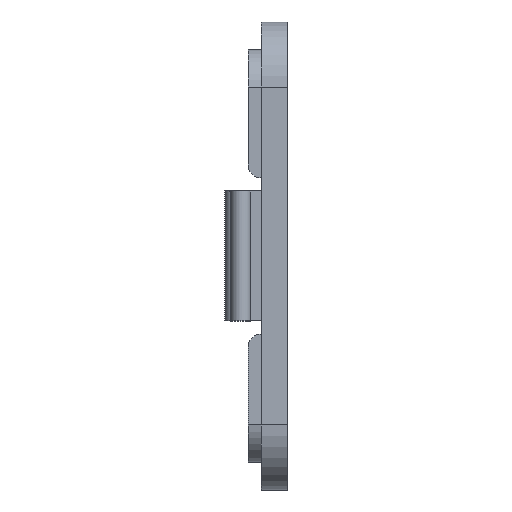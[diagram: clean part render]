
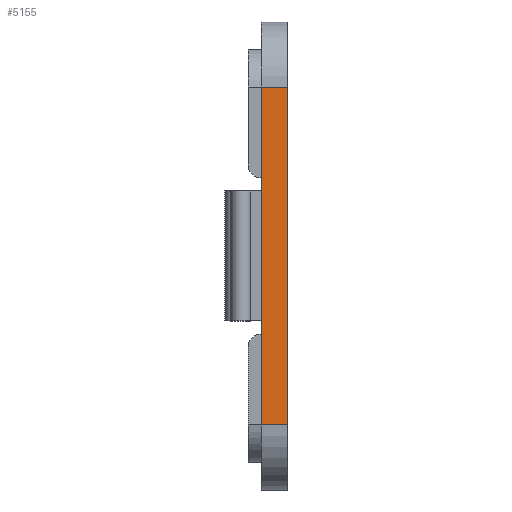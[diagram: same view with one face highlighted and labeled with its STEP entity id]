
A CAD part, left-side view. The second image highlights one B-rep face of the part: STEP entity #5155.
In plain terms, the highlighted planar face has unit normal (-1, 0, 0).
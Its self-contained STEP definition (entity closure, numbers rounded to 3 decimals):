
#306 = CARTESIAN_POINT ( 'NONE',  ( -39.042, 0., -13. ) ) ;
#440 = FACE_OUTER_BOUND ( 'NONE', #4959, .T. ) ;
#546 = CARTESIAN_POINT ( 'NONE',  ( -39.042, 0., -13. ) ) ;
#549 = VECTOR ( 'NONE', #5791, 1000. ) ;
#791 = EDGE_CURVE ( 'NONE', #4987, #7164, #6258, .T. ) ;
#1096 = DIRECTION ( 'NONE',  ( 0., 0., -1. ) ) ;
#1914 = EDGE_CURVE ( 'NONE', #7164, #5354, #6694, .T. ) ;
#1987 = DIRECTION ( 'NONE',  ( 0., -1., 0. ) ) ;
#2029 = DIRECTION ( 'NONE',  ( 0., -1., 0. ) ) ;
#2082 = CARTESIAN_POINT ( 'NONE',  ( -39.042, 2., 13. ) ) ;
#2284 = VECTOR ( 'NONE', #7547, 1000. ) ;
#2765 = PLANE ( 'NONE',  #6402 ) ;
#2907 = EDGE_CURVE ( 'NONE', #4435, #5354, #3022, .T. ) ;
#3022 = LINE ( 'NONE', #546, #2284 ) ;
#3620 = VECTOR ( 'NONE', #1987, 1000. ) ;
#4089 = ORIENTED_EDGE ( 'NONE', *, *, #7483, .T. ) ;
#4435 = VERTEX_POINT ( 'NONE', #306 ) ;
#4589 = VECTOR ( 'NONE', #2029, 1000. ) ;
#4831 = CARTESIAN_POINT ( 'NONE',  ( -39.042, 2., -13. ) ) ;
#4847 = CARTESIAN_POINT ( 'NONE',  ( -39.042, 2., -13. ) ) ;
#4959 = EDGE_LOOP ( 'NONE', ( #6489, #6312, #5706, #4089 ) ) ;
#4987 = VERTEX_POINT ( 'NONE', #4831 ) ;
#5095 = CARTESIAN_POINT ( 'NONE',  ( -39.042, 2., -13. ) ) ;
#5155 = ADVANCED_FACE ( 'NONE', ( #440 ), #2765, .F. ) ;
#5354 = VERTEX_POINT ( 'NONE', #6012 ) ;
#5706 = ORIENTED_EDGE ( 'NONE', *, *, #791, .F. ) ;
#5791 = DIRECTION ( 'NONE',  ( 0., 0., 1. ) ) ;
#6012 = CARTESIAN_POINT ( 'NONE',  ( -39.042, 0., 13. ) ) ;
#6113 = CARTESIAN_POINT ( 'NONE',  ( -39.042, 2., 13. ) ) ;
#6258 = LINE ( 'NONE', #6952, #549 ) ;
#6312 = ORIENTED_EDGE ( 'NONE', *, *, #1914, .F. ) ;
#6402 = AXIS2_PLACEMENT_3D ( 'NONE', #5095, #6871, #1096 ) ;
#6489 = ORIENTED_EDGE ( 'NONE', *, *, #2907, .T. ) ;
#6694 = LINE ( 'NONE', #6113, #3620 ) ;
#6871 = DIRECTION ( 'NONE',  ( 1., 0., 0. ) ) ;
#6952 = CARTESIAN_POINT ( 'NONE',  ( -39.042, 2., -13. ) ) ;
#7164 = VERTEX_POINT ( 'NONE', #2082 ) ;
#7268 = LINE ( 'NONE', #4847, #4589 ) ;
#7483 = EDGE_CURVE ( 'NONE', #4987, #4435, #7268, .T. ) ;
#7547 = DIRECTION ( 'NONE',  ( 0., 0., 1. ) ) ;
